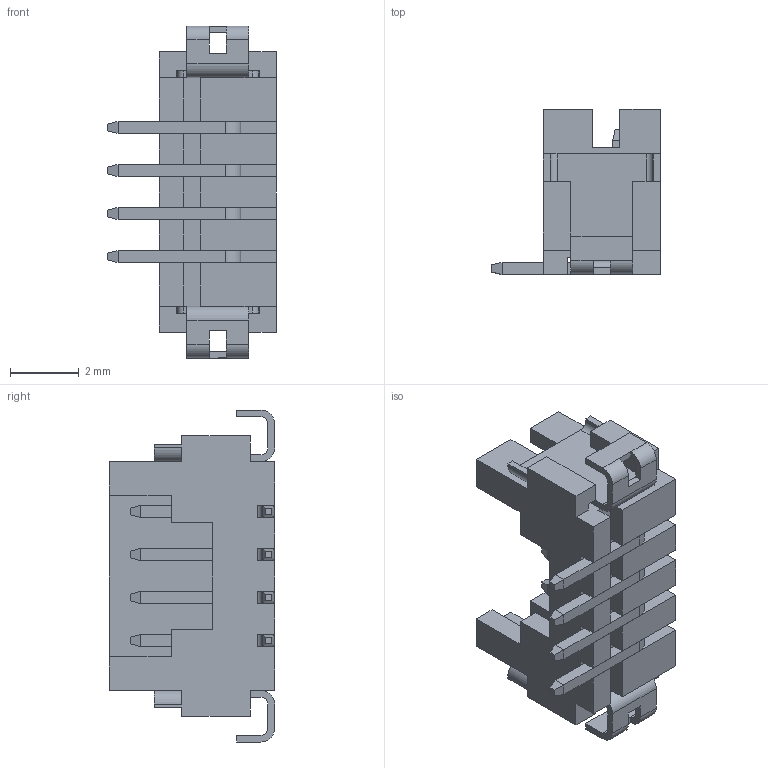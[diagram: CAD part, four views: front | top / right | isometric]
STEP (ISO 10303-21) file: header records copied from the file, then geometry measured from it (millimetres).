
FILE_DESCRIPTION(('Creo Elements/Direct Modeling STEP Export'),'2;1');
FILE_NAME('3.stp','2021-01-27T 9:11:41',(''),(''),'Creo Elements/Direct Modeling STEP processor for AP214 (Solid Model)','Creo Elements/Direct Modeling 19.0F 14-Feb-2017 (C) Parametric Technology GmbH','');
FILE_SCHEMA(('AUTOMOTIVE_DESIGN { 1 0 10303 214 1 1 1 1 }'));
Length unit declared in the file: millimetre
Products named in the file (3): DF13C-4P-1_25V-86150.PRT; DF13C-4P-1_25V-86480.ASM; 3.stp
Assembly tree (2 placements, depth 3):
  3.stp
    DF13C-4P-1_25V-86480.ASM
      DF13C-4P-1_25V-86150.PRT
Bounding box: 4.9 x 4.8 x 9.65 mm (x, y, z)
Volume: 68.2 mm3; surface area: 263.3 mm2
Topology: 1 solids, 1 shells, 278 faces, 764 edges, 488 vertices
Faces by surface type: plane 246, cylinder 32
Entity records: 8696 total; most frequent: CARTESIAN_POINT 1533, ORIENTED_EDGE 1528, DIRECTION 1390, EDGE_CURVE 764, VECTOR 700, LINE 700, VERTEX_POINT 488, AXIS2_PLACEMENT_3D 345
